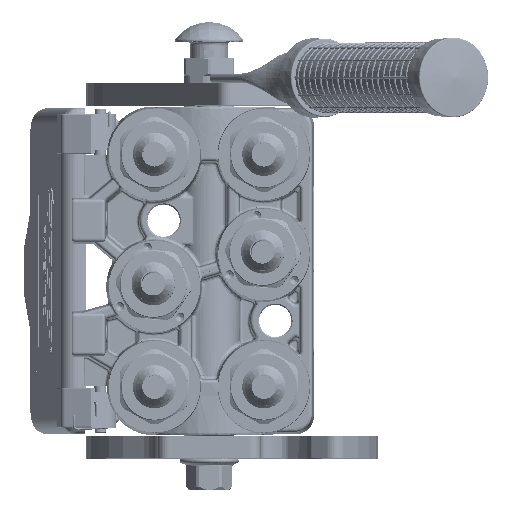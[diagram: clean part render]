
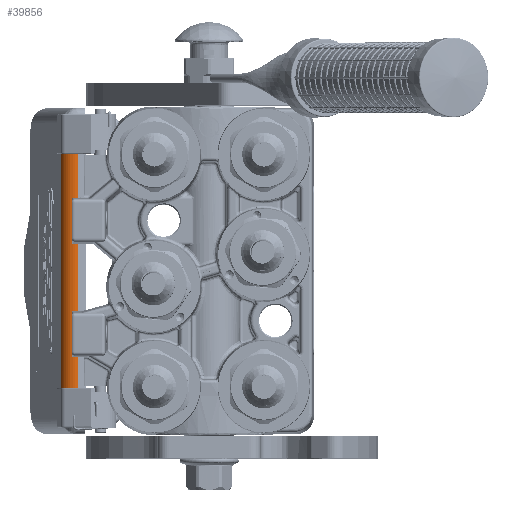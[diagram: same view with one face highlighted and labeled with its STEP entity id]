
A CAD part, top view. The second image highlights one B-rep face of the part: STEP entity #39856.
In plain terms, the highlighted cylindrical face has radius 6.5 mm (diameter 13 mm), a partial arc.
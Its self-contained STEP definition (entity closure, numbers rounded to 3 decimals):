
#217 = CARTESIAN_POINT ( 'NONE',  ( 5.604, -51.819, -9.938 ) ) ;
#8040 = CARTESIAN_POINT ( 'NONE',  ( 6.5, 52.697, -10. ) ) ;
#10194 = DIRECTION ( 'NONE',  ( 0., -1., 0. ) ) ;
#12513 = VERTEX_POINT ( 'NONE', #225331 ) ;
#16707 = ORIENTED_EDGE ( 'NONE', *, *, #184203, .T. ) ;
#20251 = CARTESIAN_POINT ( 'NONE',  ( 5.766, -51.933, -9.959 ) ) ;
#21102 = CARTESIAN_POINT ( 'NONE',  ( 4.843, -51.385, -9.804 ) ) ;
#22025 = DIRECTION ( 'NONE',  ( 0., -1., 0. ) ) ;
#27583 = VERTEX_POINT ( 'NONE', #190517 ) ;
#30835 = CARTESIAN_POINT ( 'NONE',  ( 4.717, 51.384, -9.752 ) ) ;
#35181 = CARTESIAN_POINT ( 'NONE',  ( 5.789, 51.904, -9.979 ) ) ;
#39856 = ADVANCED_FACE ( 'NONE', ( #215834 ), #169118, .T. ) ;
#52609 = EDGE_CURVE ( 'NONE', #59391, #69590, #257437, .T. ) ;
#55190 = CARTESIAN_POINT ( 'NONE',  ( 4.351, 51.285, -9.64 ) ) ;
#56858 = CARTESIAN_POINT ( 'NONE',  ( 5.261, 51.615, -9.881 ) ) ;
#58969 = DIRECTION ( 'NONE',  ( 0., -1., 0. ) ) ;
#59391 = VERTEX_POINT ( 'NONE', #131957 ) ;
#60360 = CARTESIAN_POINT ( 'NONE',  ( 6.5, 51.25, -3.5 ) ) ;
#63183 = CARTESIAN_POINT ( 'NONE',  ( 6.5, 52.697, -10. ) ) ;
#63745 = CARTESIAN_POINT ( 'NONE',  ( 6.165, -52.278, -9.994 ) ) ;
#69590 = VERTEX_POINT ( 'NONE', #184044 ) ;
#75190 = CARTESIAN_POINT ( 'NONE',  ( 3.859, 51.25, -9.44 ) ) ;
#78126 = VERTEX_POINT ( 'NONE', #147641 ) ;
#79987 = CARTESIAN_POINT ( 'NONE',  ( 6.5, 257.915, -3.5 ) ) ;
#94210 = ORIENTED_EDGE ( 'NONE', *, *, #153881, .F. ) ;
#95201 = CARTESIAN_POINT ( 'NONE',  ( 4.105, 51.251, -9.548 ) ) ;
#95455 = VECTOR ( 'NONE', #10194, 1000. ) ;
#106727 = CIRCLE ( 'NONE', #167665, 6.5 ) ;
#113822 = LINE ( 'NONE', #8040, #204162 ) ;
#119021 = CARTESIAN_POINT ( 'NONE',  ( 6.5, -51.25, -3.5 ) ) ;
#119492 = CARTESIAN_POINT ( 'NONE',  ( 6.343, -52.476, -10. ) ) ;
#122066 = CARTESIAN_POINT ( 'NONE',  ( 5.87, -52.015, -9.97 ) ) ;
#122134 = DIRECTION ( 'NONE',  ( -1., 0., 0. ) ) ;
#131957 = CARTESIAN_POINT ( 'NONE',  ( 0., 51.25, -3.5 ) ) ;
#132554 = VERTEX_POINT ( 'NONE', #63183 ) ;
#134401 = CARTESIAN_POINT ( 'NONE',  ( 5.2, 51.583, -9.869 ) ) ;
#140009 = DIRECTION ( 'NONE',  ( -1., 0., 0. ) ) ;
#147268 = DIRECTION ( 'NONE',  ( 0., -1., 0. ) ) ;
#147641 = CARTESIAN_POINT ( 'NONE',  ( 6.5, -52.697, -10. ) ) ;
#147733 = CARTESIAN_POINT ( 'NONE',  ( 0., 51.25, -3.5 ) ) ;
#150914 = EDGE_LOOP ( 'NONE', ( #170053, #94210, #164069, #151009, #16707, #195345 ) ) ;
#151009 = ORIENTED_EDGE ( 'NONE', *, *, #52609, .T. ) ;
#153881 = EDGE_CURVE ( 'NONE', #12513, #27583, #106727, .T. ) ;
#158782 = EDGE_CURVE ( 'NONE', #132554, #78126, #113822, .T. ) ;
#159491 = CARTESIAN_POINT ( 'NONE',  ( 5.38, -51.68, -9.903 ) ) ;
#160361 = CARTESIAN_POINT ( 'NONE',  ( 4.35, -51.253, -9.658 ) ) ;
#164069 = ORIENTED_EDGE ( 'NONE', *, *, #228777, .F. ) ;
#167665 = AXIS2_PLACEMENT_3D ( 'NONE', #119021, #58969, #218266 ) ;
#169118 = CYLINDRICAL_SURFACE ( 'NONE', #194736, 6.5 ) ;
#170029 = CARTESIAN_POINT ( 'NONE',  ( 5.08, 51.526, -9.843 ) ) ;
#170053 = ORIENTED_EDGE ( 'NONE', *, *, #203033, .T. ) ;
#184044 = CARTESIAN_POINT ( 'NONE',  ( 3.859, 51.25, -9.44 ) ) ;
#184203 = EDGE_CURVE ( 'NONE', #69590, #132554, #200986, .T. ) ;
#190517 = CARTESIAN_POINT ( 'NONE',  ( 3.859, -51.25, -9.44 ) ) ;
#194398 = CARTESIAN_POINT ( 'NONE',  ( 6.186, 52.254, -10. ) ) ;
#194736 = AXIS2_PLACEMENT_3D ( 'NONE', #79987, #219253, #140009 ) ;
#195345 = ORIENTED_EDGE ( 'NONE', *, *, #158782, .T. ) ;
#200986 = B_SPLINE_CURVE_WITH_KNOTS ( 'NONE', 3,
 ( #75190, #95201, #55190, #30835, #234460, #210091, #170029, #134401, #56858, #35181, #194398, #248377 ),
 .UNSPECIFIED., .F., .F.,
 ( 4, 2, 2, 2, 2, 4 ),
 ( 0., 0.25, 0.375, 0.438, 0.5, 1. ),
 .UNSPECIFIED. ) ;
#201259 = CARTESIAN_POINT ( 'NONE',  ( 5.549, -51.783, -9.93 ) ) ;
#202971 = CARTESIAN_POINT ( 'NONE',  ( 5.436, -51.713, -9.913 ) ) ;
#203033 = EDGE_CURVE ( 'NONE', #78126, #27583, #210171, .T. ) ;
#204162 = VECTOR ( 'NONE', #147268, 1000. ) ;
#210091 = CARTESIAN_POINT ( 'NONE',  ( 5.02, 51.499, -9.83 ) ) ;
#210171 = B_SPLINE_CURVE_WITH_KNOTS ( 'NONE', 3,
 ( #222156, #119492, #63745, #122066, #20251, #217, #201259, #202971, #159491, #21102, #160361, #221327 ),
 .UNSPECIFIED., .F., .F.,
 ( 4, 2, 2, 2, 2, 4 ),
 ( 0., 0.25, 0.375, 0.437, 0.5, 1. ),
 .UNSPECIFIED. ) ;
#210343 = LINE ( 'NONE', #147733, #95455 ) ;
#213115 = AXIS2_PLACEMENT_3D ( 'NONE', #60360, #22025, #122134 ) ;
#215834 = FACE_OUTER_BOUND ( 'NONE', #150914, .T. ) ;
#218266 = DIRECTION ( 'NONE',  ( -1., 0., 0. ) ) ;
#219253 = DIRECTION ( 'NONE',  ( 0., 1., 0. ) ) ;
#221327 = CARTESIAN_POINT ( 'NONE',  ( 3.859, -51.25, -9.44 ) ) ;
#222156 = CARTESIAN_POINT ( 'NONE',  ( 6.5, -52.697, -10. ) ) ;
#225331 = CARTESIAN_POINT ( 'NONE',  ( 0., -51.25, -3.5 ) ) ;
#228777 = EDGE_CURVE ( 'NONE', #59391, #12513, #210343, .T. ) ;
#234460 = CARTESIAN_POINT ( 'NONE',  ( 4.839, 51.425, -9.785 ) ) ;
#248377 = CARTESIAN_POINT ( 'NONE',  ( 6.5, 52.697, -10. ) ) ;
#257437 = CIRCLE ( 'NONE', #213115, 6.5 ) ;
